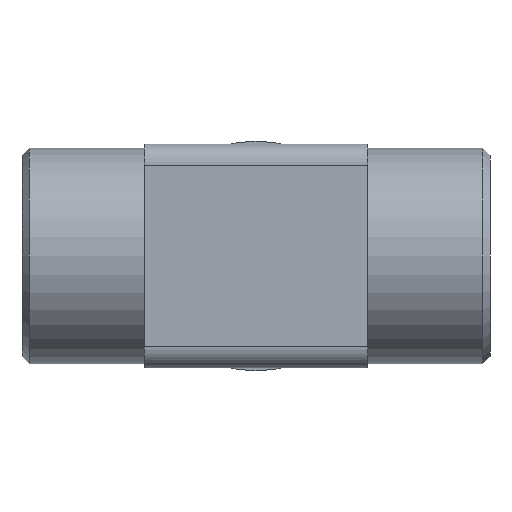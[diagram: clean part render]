
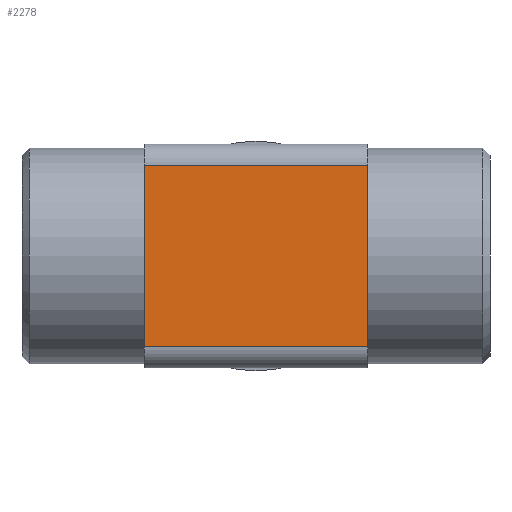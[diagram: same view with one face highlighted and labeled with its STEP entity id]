
A CAD part, front view. The second image highlights one B-rep face of the part: STEP entity #2278.
In plain terms, the highlighted planar face has unit normal (0, -1, 0).
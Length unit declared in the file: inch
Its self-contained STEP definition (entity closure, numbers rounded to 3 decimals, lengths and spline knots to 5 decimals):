
#1076=DIRECTION('',(-1.,0.,0.));
#1077=VECTOR('',#1076,0.633);
#1078=CARTESIAN_POINT('',(0.3165,-0.3165,0.2565));
#1079=LINE('',#1078,#1077);
#1106=DIRECTION('',(0.,0.,-1.));
#1107=VECTOR('',#1106,0.513);
#1108=CARTESIAN_POINT('',(0.3165,-0.3165,0.2565));
#1109=LINE('',#1108,#1107);
#1113=DIRECTION('',(0.,0.,1.));
#1114=VECTOR('',#1113,0.513);
#1115=CARTESIAN_POINT('',(-0.3165,-0.3165,-0.2565));
#1116=LINE('',#1115,#1114);
#1120=DIRECTION('',(1.,0.,0.));
#1121=VECTOR('',#1120,0.633);
#1122=CARTESIAN_POINT('',(-0.3165,-0.3165,-0.2565));
#1123=LINE('',#1122,#1121);
#1310=CARTESIAN_POINT('',(0.3165,-0.3165,0.2565));
#1311=CARTESIAN_POINT('',(-0.3165,-0.3165,0.2565));
#1312=VERTEX_POINT('',#1310);
#1313=VERTEX_POINT('',#1311);
#1318=CARTESIAN_POINT('',(-0.3165,-0.3165,-0.2565));
#1319=CARTESIAN_POINT('',(0.3165,-0.3165,-0.2565));
#1320=VERTEX_POINT('',#1318);
#1321=VERTEX_POINT('',#1319);
#2266=CARTESIAN_POINT('',(0.,-0.3165,0.));
#2267=DIRECTION('',(0.,1.,0.));
#2268=DIRECTION('',(1.,0.,0.));
#2269=AXIS2_PLACEMENT_3D('',#2266,#2267,#2268);
#2270=PLANE('',#2269);
#2271=ORIENTED_EDGE('',*,*,#2257,.F.);
#2272=ORIENTED_EDGE('',*,*,#2230,.T.);
#2274=ORIENTED_EDGE('',*,*,#2273,.F.);
#2275=ORIENTED_EDGE('',*,*,#1960,.T.);
#2276=EDGE_LOOP('',(#2271,#2272,#2274,#2275));
#2277=FACE_OUTER_BOUND('',#2276,.F.);
#2278=ADVANCED_FACE('',(#2277),#2270,.F.);
#1960=EDGE_CURVE('',#1320,#1313,#1116,.T.);
#2230=EDGE_CURVE('',#1312,#1321,#1109,.T.);
#2257=EDGE_CURVE('',#1312,#1313,#1079,.T.);
#2273=EDGE_CURVE('',#1320,#1321,#1123,.T.);
